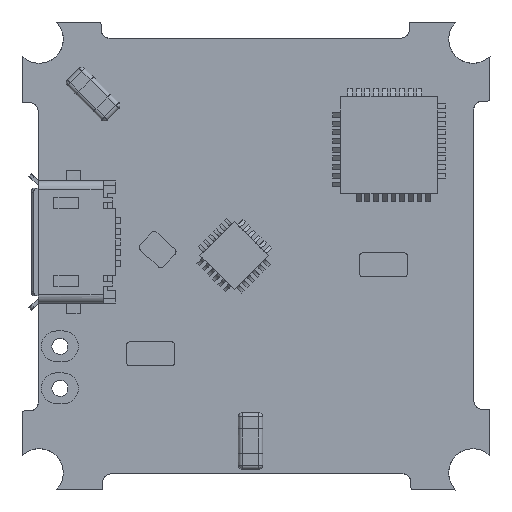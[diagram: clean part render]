
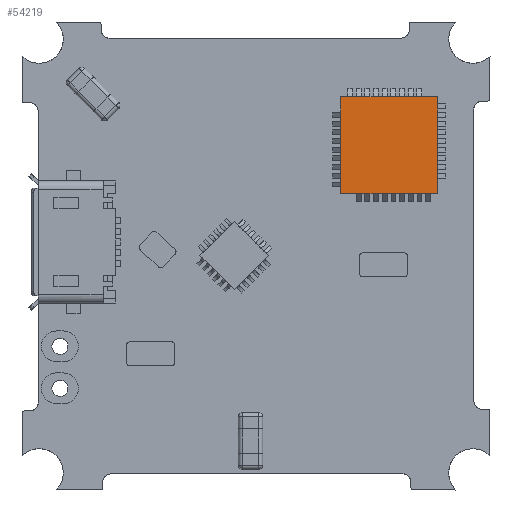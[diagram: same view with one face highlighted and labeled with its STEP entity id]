
A CAD part, front view. The second image highlights one B-rep face of the part: STEP entity #54219.
In plain terms, the highlighted free-form (B-spline) face has degree [1, 1] with [2, 2] control points.
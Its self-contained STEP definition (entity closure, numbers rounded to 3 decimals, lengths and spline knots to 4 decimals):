
#54121 = VERTEX_POINT('',#54122);
#54122 = CARTESIAN_POINT('',(5.8157,-1.1075,
    4.2741));
#54127 = EDGE_CURVE('',#54128,#54121,#54130,.T.);
#54128 = VERTEX_POINT('',#54129);
#54129 = CARTESIAN_POINT('',(5.8157,-1.1075,
    10.919));
#54130 = B_SPLINE_CURVE_WITH_KNOTS('',1,(#54131,#54132),.UNSPECIFIED.,
  .F.,.F.,(2,2),(-0.6,0.),.PIECEWISE_BEZIER_KNOTS.);
#54131 = CARTESIAN_POINT('',(5.8157,-1.1075,
    10.919));
#54132 = CARTESIAN_POINT('',(5.8157,-1.1075,
    4.2741));
#54155 = EDGE_CURVE('',#54156,#54128,#54158,.T.);
#54156 = VERTEX_POINT('',#54157);
#54157 = CARTESIAN_POINT('',(12.4607,-1.1075,
    10.919));
#54158 = B_SPLINE_CURVE_WITH_KNOTS('',1,(#54159,#54160),.UNSPECIFIED.,
  .F.,.F.,(2,2),(-0.6,0.),.PIECEWISE_BEZIER_KNOTS.);
#54159 = CARTESIAN_POINT('',(12.4607,-1.1075,
    10.919));
#54160 = CARTESIAN_POINT('',(5.8157,-1.1075,
    10.919));
#54183 = EDGE_CURVE('',#54184,#54156,#54186,.T.);
#54184 = VERTEX_POINT('',#54185);
#54185 = CARTESIAN_POINT('',(12.4607,-1.1075,
    4.2741));
#54186 = B_SPLINE_CURVE_WITH_KNOTS('',1,(#54187,#54188),.UNSPECIFIED.,
  .F.,.F.,(2,2),(-0.6,0.),.PIECEWISE_BEZIER_KNOTS.);
#54187 = CARTESIAN_POINT('',(12.4607,-1.1075,
    4.2741));
#54188 = CARTESIAN_POINT('',(12.4607,-1.1075,
    10.919));
#54209 = EDGE_CURVE('',#54121,#54184,#54210,.T.);
#54210 = B_SPLINE_CURVE_WITH_KNOTS('',1,(#54211,#54212),.UNSPECIFIED.,
  .F.,.F.,(2,2),(-0.6,0.),.PIECEWISE_BEZIER_KNOTS.);
#54211 = CARTESIAN_POINT('',(5.8157,-1.1075,
    4.2741));
#54212 = CARTESIAN_POINT('',(12.4607,-1.1075,
    4.2741));
#54219 = ADVANCED_FACE('',(#54220),#54226,.T.);
#54220 = FACE_BOUND('',#54221,.T.);
#54221 = EDGE_LOOP('',(#54222,#54223,#54224,#54225));
#54222 = ORIENTED_EDGE('',*,*,#54209,.T.);
#54223 = ORIENTED_EDGE('',*,*,#54183,.T.);
#54224 = ORIENTED_EDGE('',*,*,#54155,.T.);
#54225 = ORIENTED_EDGE('',*,*,#54127,.T.);
#54226 = B_SPLINE_SURFACE_WITH_KNOTS('',1,1,(
    (#54227,#54228)
    ,(#54229,#54230
    )),.UNSPECIFIED.,.F.,.F.,.F.,(2,2),(2,2),(-0.301,0.301),(-0.301,
    0.301),.PIECEWISE_BEZIER_KNOTS.);
#54227 = CARTESIAN_POINT('',(5.8046,-1.1075,
    10.9301));
#54228 = CARTESIAN_POINT('',(12.4718,-1.1075,
    10.9301));
#54229 = CARTESIAN_POINT('',(5.8046,-1.1075,
    4.263));
#54230 = CARTESIAN_POINT('',(12.4718,-1.1075,
    4.263));
